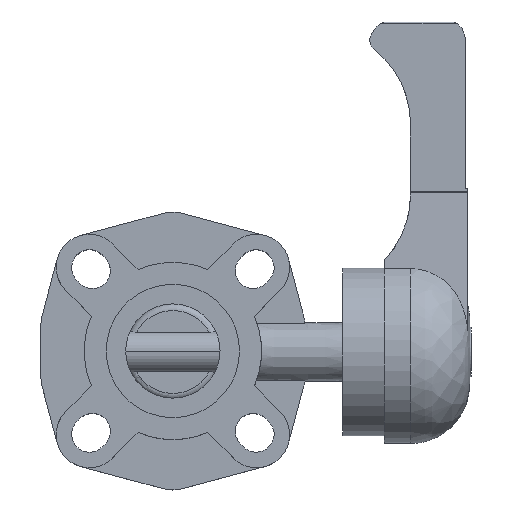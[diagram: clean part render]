
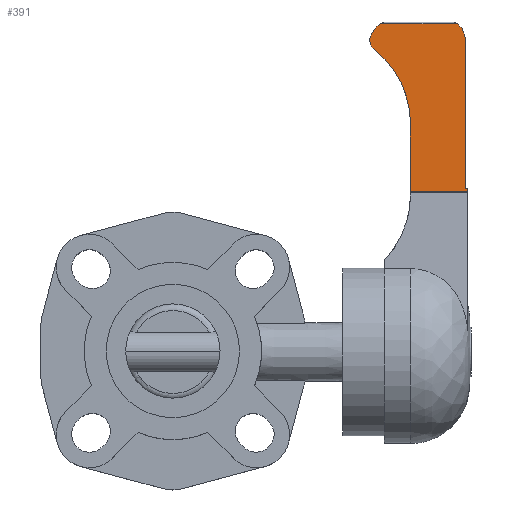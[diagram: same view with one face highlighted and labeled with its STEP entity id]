
A CAD part, top view. The second image highlights one B-rep face of the part: STEP entity #391.
In plain terms, the highlighted planar face has unit normal (0, 0, 1).
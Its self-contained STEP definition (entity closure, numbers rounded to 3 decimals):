
#391=ADVANCED_FACE('',(#903),#904,.F.);
#903=FACE_OUTER_BOUND('',#1630,.T.);
#904=PLANE('',#1631);
#1630=EDGE_LOOP('',(#2653,#2654,#2655,#2656,#2657,#2658,#2659,#2660,#2661,#2662,#2663,#2664,#2665));
#1631=AXIS2_PLACEMENT_3D('',#2666,#2667,#2668);
#2653=ORIENTED_EDGE('',*,*,#4236,.F.);
#2654=ORIENTED_EDGE('',*,*,#4231,.F.);
#2655=ORIENTED_EDGE('',*,*,#4237,.F.);
#2656=ORIENTED_EDGE('',*,*,#4238,.F.);
#2657=ORIENTED_EDGE('',*,*,#4239,.F.);
#2658=ORIENTED_EDGE('',*,*,#4240,.F.);
#2659=ORIENTED_EDGE('',*,*,#4241,.T.);
#2660=ORIENTED_EDGE('',*,*,#4216,.F.);
#2661=ORIENTED_EDGE('',*,*,#4242,.F.);
#2662=ORIENTED_EDGE('',*,*,#4243,.F.);
#2663=ORIENTED_EDGE('',*,*,#4244,.F.);
#2664=ORIENTED_EDGE('',*,*,#4245,.F.);
#2665=ORIENTED_EDGE('',*,*,#4246,.F.);
#2666=CARTESIAN_POINT('',(-65.38,173.964,16.026));
#2667=DIRECTION('',(0.0,0.0,-1.0));
#2668=DIRECTION('',(-1.0,0.0,0.0));
#4216=EDGE_CURVE('',#5090,#5092,#5093,.T.);
#4231=EDGE_CURVE('',#5115,#5113,#5117,.T.);
#4236=EDGE_CURVE('',#5113,#5123,#5124,.T.);
#4237=EDGE_CURVE('',#5125,#5115,#5126,.T.);
#4238=EDGE_CURVE('',#5127,#5125,#5128,.T.);
#4239=EDGE_CURVE('',#5129,#5127,#5130,.T.);
#4240=EDGE_CURVE('',#5131,#5129,#5132,.T.);
#4241=EDGE_CURVE('',#5131,#5092,#5133,.T.);
#4242=EDGE_CURVE('',#5134,#5090,#5135,.T.);
#4243=EDGE_CURVE('',#5136,#5134,#5137,.T.);
#4244=EDGE_CURVE('',#5138,#5136,#5139,.T.);
#4245=EDGE_CURVE('',#5140,#5138,#5141,.T.);
#4246=EDGE_CURVE('',#5123,#5140,#5142,.T.);
#5090=VERTEX_POINT('',#6387);
#5092=VERTEX_POINT('',#6390);
#5093=LINE('',#6391,#6392);
#5113=VERTEX_POINT('',#6440);
#5115=VERTEX_POINT('',#6451);
#5117=LINE('',#6464,#6465);
#5123=VERTEX_POINT('',#6472);
#5124=CIRCLE('',#6473,10.0);
#5125=VERTEX_POINT('',#6474);
#5126=CIRCLE('',#6475,15.0);
#5127=VERTEX_POINT('',#6476);
#5128=CIRCLE('',#6477,6.584);
#5129=VERTEX_POINT('',#6478);
#5130=CIRCLE('',#6479,50.0);
#5131=VERTEX_POINT('',#6480);
#5132=LINE('',#6481,#6482);
#5133=LINE('',#6483,#6484);
#5134=VERTEX_POINT('',#6485);
#5135=CIRCLE('',#6486,1.0);
#5136=VERTEX_POINT('',#6487);
#5137=LINE('',#6488,#6489);
#5138=VERTEX_POINT('',#6490);
#5139=LINE('',#6491,#6492);
#5140=VERTEX_POINT('',#6493);
#5141=CIRCLE('',#6494,10.0);
#5142=CIRCLE('',#6495,0.894);
#6387=CARTESIAN_POINT('',(-0.89,85.6,16.026));
#6390=CARTESIAN_POINT('',(-0.89,85.14,16.026));
#6391=CARTESIAN_POINT('',(-0.89,85.6,16.026));
#6392=VECTOR('',#7944,0.46);
#6440=CARTESIAN_POINT('',(-6.561,173.964,16.026));
#6451=CARTESIAN_POINT('',(-47.183,173.964,16.026));
#6464=CARTESIAN_POINT('',(-47.183,173.964,16.026));
#6465=VECTOR('',#7954,40.622);
#6472=CARTESIAN_POINT('',(-4.533,172.026,16.026));
#6473=AXIS2_PLACEMENT_3D('',#7959,#7960,#7961);
#6474=CARTESIAN_POINT('',(-52.237,168.389,16.026));
#6475=AXIS2_PLACEMENT_3D('',#7962,#7963,#7964);
#6476=CARTESIAN_POINT('',(-50.408,160.176,16.026));
#6477=AXIS2_PLACEMENT_3D('',#7965,#7966,#7967);
#6478=CARTESIAN_POINT('',(-31.38,120.923,16.026));
#6479=AXIS2_PLACEMENT_3D('',#7968,#7969,#7970);
#6480=CARTESIAN_POINT('',(-31.38,85.14,16.026));
#6481=CARTESIAN_POINT('',(-31.38,85.14,16.026));
#6482=VECTOR('',#7971,35.783);
#6483=CARTESIAN_POINT('',(-31.38,85.14,16.026));
#6484=VECTOR('',#7972,30.49);
#6485=CARTESIAN_POINT('',(-1.89,86.6,16.026));
#6486=AXIS2_PLACEMENT_3D('',#7973,#7974,#7975);
#6487=CARTESIAN_POINT('',(-2.39,86.6,16.026));
#6488=CARTESIAN_POINT('',(-2.39,86.6,16.026));
#6489=VECTOR('',#7976,0.5);
#6490=CARTESIAN_POINT('',(-2.39,165.839,16.026));
#6491=CARTESIAN_POINT('',(-2.39,165.839,16.026));
#6492=VECTOR('',#7977,79.239);
#6493=CARTESIAN_POINT('',(-3.884,171.098,16.026));
#6494=AXIS2_PLACEMENT_3D('',#7978,#7979,#7980);
#6495=AXIS2_PLACEMENT_3D('',#7981,#7982,#7983);
#7944=DIRECTION('',(0.0,-1.0,0.0));
#7954=DIRECTION('',(1.0,0.0,0.0));
#7959=CARTESIAN_POINT('',(-12.39,165.839,16.026));
#7960=DIRECTION('',(0.0,0.0,-1.0));
#7961=DIRECTION('',(0.0,-1.0,0.0));
#7962=CARTESIAN_POINT('',(-38.952,161.424,16.026));
#7963=DIRECTION('',(0.0,0.0,-1.0));
#7964=DIRECTION('',(0.0,-1.0,0.0));
#7965=CARTESIAN_POINT('',(-46.38,165.383,16.026));
#7966=DIRECTION('',(0.0,0.0,-1.0));
#7967=DIRECTION('',(0.0,-1.0,0.0));
#7968=CARTESIAN_POINT('',(-81.38,120.923,16.026));
#7969=DIRECTION('',(0.0,0.0,1.0));
#7970=DIRECTION('',(0.0,-1.0,0.0));
#7971=DIRECTION('',(0.0,1.0,0.0));
#7972=DIRECTION('',(1.0,0.0,0.0));
#7973=CARTESIAN_POINT('',(-1.89,85.6,16.026));
#7974=DIRECTION('',(0.0,0.0,-1.0));
#7975=DIRECTION('',(0.0,-1.0,0.0));
#7976=DIRECTION('',(1.0,0.0,0.0));
#7977=DIRECTION('',(0.0,-1.0,0.0));
#7978=CARTESIAN_POINT('',(-12.39,165.839,16.026));
#7979=DIRECTION('',(0.0,0.0,-1.0));
#7980=DIRECTION('',(0.0,-1.0,0.0));
#7981=CARTESIAN_POINT('',(-4.776,171.165,16.026));
#7982=DIRECTION('',(0.0,0.0,-1.0));
#7983=DIRECTION('',(0.0,-1.0,0.0));
